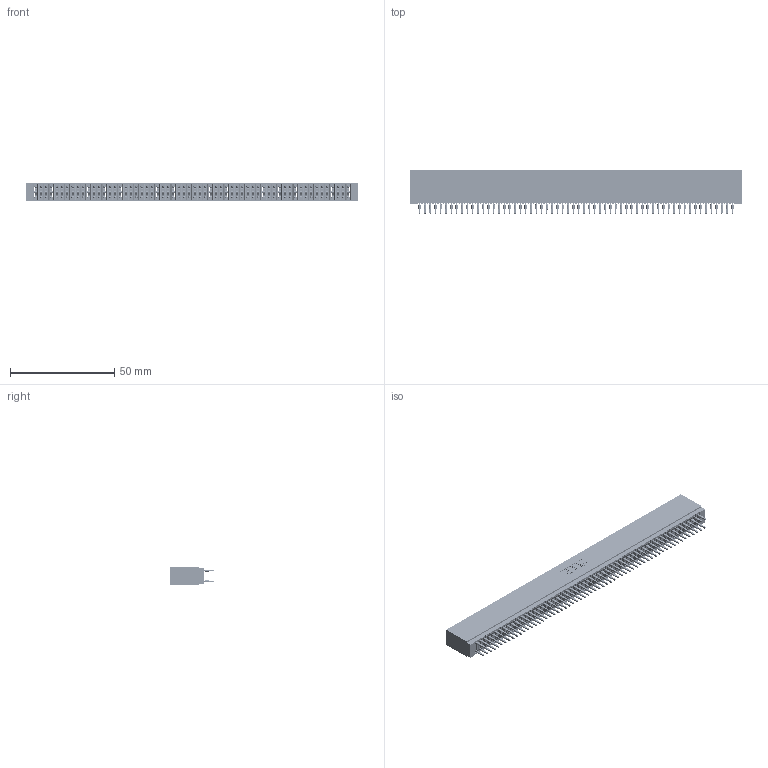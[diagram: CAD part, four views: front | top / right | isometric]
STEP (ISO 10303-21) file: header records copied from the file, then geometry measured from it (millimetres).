
FILE_DESCRIPTION (( 'STEP AP203' ), '1' );
FILE_NAME ('745-120-560-201.STEP', '2026-02-27T01:29:07', ( '' ), ( '' ), 'SwSTEP 2.0', 'SolidWorks 2023', '' );
FILE_SCHEMA (( 'CONFIG_CONTROL_DESIGN' ));
Length unit declared in the file: millimetre
Products named in the file (3): 745-292-001_560; 745 Part_Insulator Option - 01; 745-120-560-201
Assembly tree (121 placements, depth 2):
  745-120-560-201
    745 Part_Insulator Option - 01
    745-292-001_560  x120
Bounding box: 159 x 21.22 x 8.89 mm (x, y, z)
Volume: 14654.9 mm3; surface area: 32101.4 mm2
Topology: 121 solids, 121 shells, 11915 faces, 32598 edges, 20692 vertices
Faces by surface type: plane 6175, cylinder 2620, bspline 2400, torus 720
Entity records: 98877 total; most frequent: CARTESIAN_POINT 17649, ORIENTED_EDGE 17120, DIRECTION 14944, EDGE_CURVE 8560, VECTOR 8010, LINE 8010, VERTEX_POINT 5460, AXIS2_PLACEMENT_3D 3467
